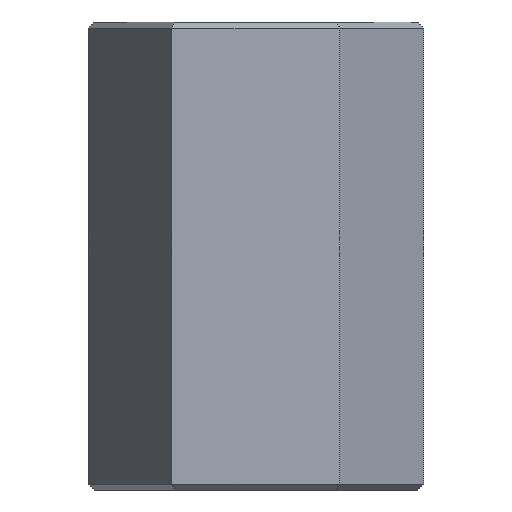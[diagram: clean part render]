
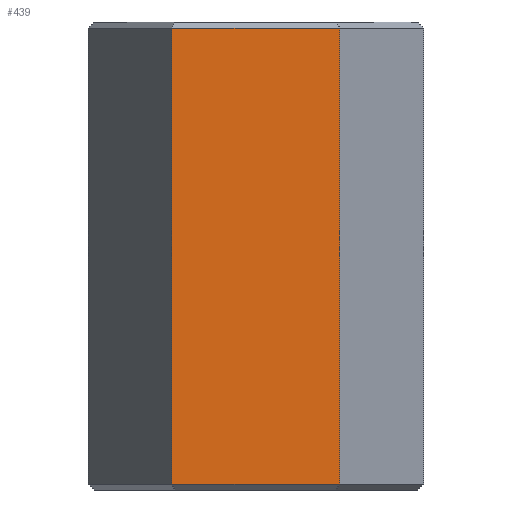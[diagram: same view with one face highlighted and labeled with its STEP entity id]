
A CAD part, front view. The second image highlights one B-rep face of the part: STEP entity #439.
In plain terms, the highlighted planar face has unit normal (-0.003, -1, 0).
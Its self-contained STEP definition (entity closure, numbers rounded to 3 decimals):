
#23=FACE_OUTER_BOUND('',#49,.T.);
#49=EDGE_LOOP('',(#311,#312,#313,#314));
#84=LINE('',#631,#144);
#89=LINE('',#640,#149);
#90=LINE('',#642,#150);
#91=LINE('',#643,#151);
#144=VECTOR('',#512,10.);
#149=VECTOR('',#521,10.);
#150=VECTOR('',#522,10.);
#151=VECTOR('',#523,10.);
#200=VERTEX_POINT('',#626);
#201=VERTEX_POINT('',#630);
#203=VERTEX_POINT('',#639);
#204=VERTEX_POINT('',#641);
#240=EDGE_CURVE('',#201,#200,#84,.T.);
#245=EDGE_CURVE('',#203,#201,#89,.T.);
#246=EDGE_CURVE('',#204,#203,#90,.T.);
#247=EDGE_CURVE('',#204,#200,#91,.T.);
#311=ORIENTED_EDGE('',*,*,#240,.F.);
#312=ORIENTED_EDGE('',*,*,#245,.F.);
#313=ORIENTED_EDGE('',*,*,#246,.F.);
#314=ORIENTED_EDGE('',*,*,#247,.T.);
#413=PLANE('',#467);
#439=ADVANCED_FACE('',(#23),#413,.T.);
#467=AXIS2_PLACEMENT_3D('',#638,#519,#520);
#512=DIRECTION('',(-1.,0.003,0.));
#519=DIRECTION('center_axis',(-0.003,-1.,0.));
#520=DIRECTION('ref_axis',(-1.,0.003,0.));
#521=DIRECTION('',(0.,0.,-1.));
#522=DIRECTION('',(1.,-0.003,0.));
#523=DIRECTION('',(0.,0.,-1.));
#626=CARTESIAN_POINT('',(37.969,7.894,3.5));
#630=CARTESIAN_POINT('',(51.969,7.858,3.5));
#631=CARTESIAN_POINT('',(48.469,7.867,3.5));
#638=CARTESIAN_POINT('Origin',(51.969,7.858,42.));
#639=CARTESIAN_POINT('',(51.969,7.858,41.5));
#640=CARTESIAN_POINT('',(51.969,7.858,42.));
#641=CARTESIAN_POINT('',(37.969,7.894,41.5));
#642=CARTESIAN_POINT('',(48.469,7.867,41.5));
#643=CARTESIAN_POINT('',(37.969,7.894,42.));
